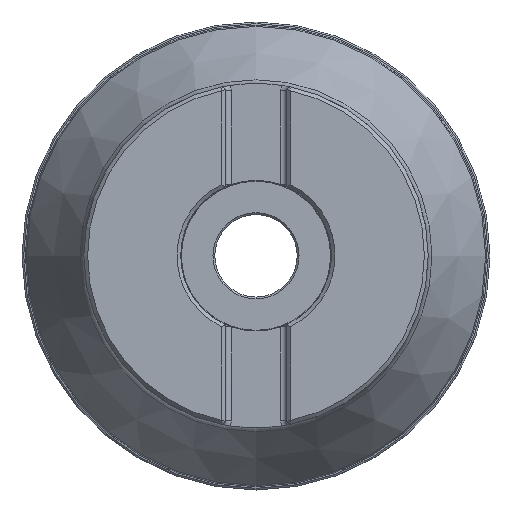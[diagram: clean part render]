
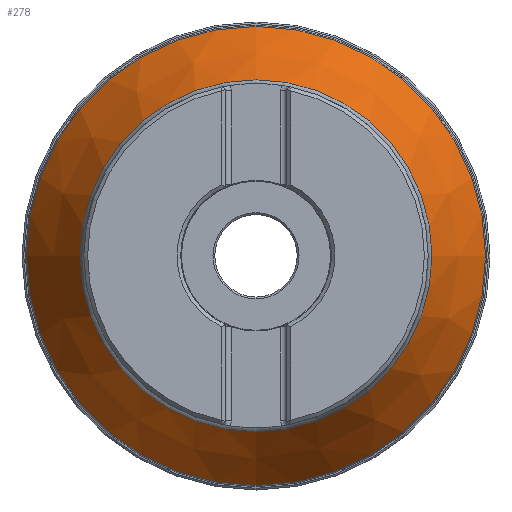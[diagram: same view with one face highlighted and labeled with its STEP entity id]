
A CAD part, top view. The second image highlights one B-rep face of the part: STEP entity #278.
In plain terms, the highlighted conical face has half-angle 30 degrees and reference radius 45.95 mm.
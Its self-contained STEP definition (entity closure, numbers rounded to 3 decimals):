
#236=CONICAL_SURFACE('',#1387,45.95,30.);
#278=ADVANCED_FACE('',(#467,#468),#236,.T.);
#467=FACE_BOUND('',#570,.T.);
#468=FACE_BOUND('',#571,.T.);
#570=EDGE_LOOP('',(#725));
#571=EDGE_LOOP('',(#726));
#725=ORIENTED_EDGE('',*,*,#1137,.T.);
#726=ORIENTED_EDGE('',*,*,#1138,.T.);
#1019=VERTEX_POINT('',#2256);
#1020=VERTEX_POINT('',#2258);
#1137=EDGE_CURVE('',#1019,#1019,#1286,.T.);
#1138=EDGE_CURVE('',#1020,#1020,#1287,.T.);
#1286=CIRCLE('',#1385,61.26);
#1287=CIRCLE('',#1386,46.955);
#1385=AXIS2_PLACEMENT_3D('',#2255,#1618,#1619);
#1386=AXIS2_PLACEMENT_3D('',#2257,#1620,#1621);
#1387=AXIS2_PLACEMENT_3D('',#2259,#1622,#1623);
#1618=DIRECTION('',(0.,0.,1.));
#1619=DIRECTION('',(-1.,0.,0.));
#1620=DIRECTION('',(0.,0.,-1.));
#1621=DIRECTION('',(-1.,0.,0.));
#1622=DIRECTION('',(0.,0.,-1.));
#1623=DIRECTION('',(-1.,0.,0.));
#2255=CARTESIAN_POINT('',(0.,0.,-51.312));
#2256=CARTESIAN_POINT('',(-61.26,0.,-51.312));
#2257=CARTESIAN_POINT('',(0.,0.,-26.535));
#2258=CARTESIAN_POINT('',(-46.955,0.,-26.535));
#2259=CARTESIAN_POINT('',(0.,0.,-24.795));
